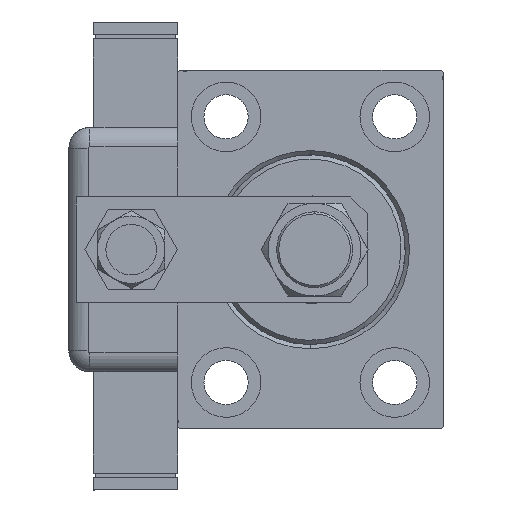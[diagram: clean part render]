
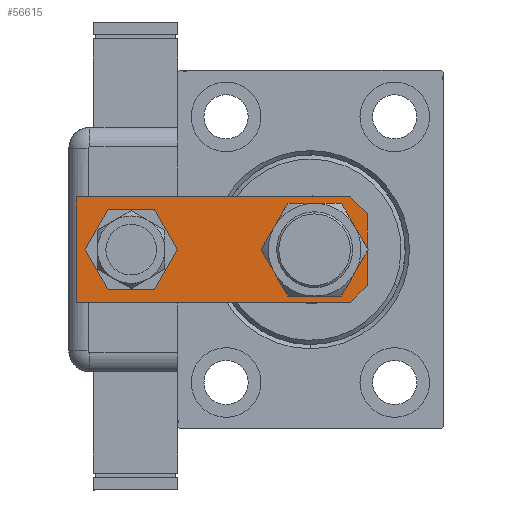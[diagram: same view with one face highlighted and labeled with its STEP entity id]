
A CAD part, left-side view. The second image highlights one B-rep face of the part: STEP entity #56615.
In plain terms, the highlighted face is planar.
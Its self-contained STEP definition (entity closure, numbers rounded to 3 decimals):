
#510 = ORIENTED_EDGE ( 'NONE', *, *, #49542, .T. ) ;
#2499 = LINE ( 'NONE', #10368, #58889 ) ;
#3557 = LINE ( 'NONE', #21885, #55669 ) ;
#5412 = CARTESIAN_POINT ( 'NONE',  ( 12.5, 69., 0. ) ) ;
#5516 = DIRECTION ( 'NONE',  ( 1., 0., 0. ) ) ;
#6171 = PLANE ( 'NONE',  #26675 ) ;
#6804 = AXIS2_PLACEMENT_3D ( 'NONE', #29676, #48940, #35896 ) ;
#7099 = FACE_OUTER_BOUND ( 'NONE', #21136, .T. ) ;
#7432 = VERTEX_POINT ( 'NONE', #8136 ) ;
#7665 = LINE ( 'NONE', #34993, #38288 ) ;
#8136 = CARTESIAN_POINT ( 'NONE',  ( 7., 12.5, 0. ) ) ;
#8277 = CARTESIAN_POINT ( 'NONE',  ( -7., 12.5, 0. ) ) ;
#9389 = VECTOR ( 'NONE', #56713, 1000. ) ;
#10368 = CARTESIAN_POINT ( 'NONE',  ( -8.5, 0., 0. ) ) ;
#10638 = EDGE_CURVE ( 'NONE', #25152, #36664, #2499, .T. ) ;
#12066 = FACE_BOUND ( 'NONE', #48432, .T. ) ;
#12798 = EDGE_CURVE ( 'NONE', #21236, #18857, #34585, .T. ) ;
#15312 = VECTOR ( 'NONE', #15341, 1000. ) ;
#15341 = DIRECTION ( 'NONE',  ( 0., 1., 0. ) ) ;
#16003 = EDGE_CURVE ( 'NONE', #44569, #59851, #21670, .T. ) ;
#16453 = CARTESIAN_POINT ( 'NONE',  ( -12.5, 4., 0. ) ) ;
#18857 = VERTEX_POINT ( 'NONE', #59926 ) ;
#20473 = CARTESIAN_POINT ( 'NONE',  ( 8.5, 0., 0. ) ) ;
#20569 = ORIENTED_EDGE ( 'NONE', *, *, #26544, .F. ) ;
#21063 = FACE_BOUND ( 'NONE', #50723, .T. ) ;
#21136 = EDGE_LOOP ( 'NONE', ( #39458, #28597, #20569, #26043, #33335, #510 ) ) ;
#21236 = VERTEX_POINT ( 'NONE', #43610 ) ;
#21670 = CIRCLE ( 'NONE', #59387, 7. ) ;
#21885 = CARTESIAN_POINT ( 'NONE',  ( -12.5, 69., 0. ) ) ;
#22112 = DIRECTION ( 'NONE',  ( 0., 0., 1. ) ) ;
#22545 = DIRECTION ( 'NONE',  ( -0.707, -0.707, 0. ) ) ;
#25152 = VERTEX_POINT ( 'NONE', #40356 ) ;
#25635 = CIRCLE ( 'NONE', #6804, 7. ) ;
#26014 = AXIS2_PLACEMENT_3D ( 'NONE', #29423, #55676, #5516 ) ;
#26043 = ORIENTED_EDGE ( 'NONE', *, *, #35314, .F. ) ;
#26047 = CARTESIAN_POINT ( 'NONE',  ( 0., 0., 0. ) ) ;
#26351 = CARTESIAN_POINT ( 'NONE',  ( -7., 56., 0. ) ) ;
#26544 = EDGE_CURVE ( 'NONE', #31565, #36664, #3557, .T. ) ;
#26609 = LINE ( 'NONE', #45551, #32352 ) ;
#26675 = AXIS2_PLACEMENT_3D ( 'NONE', #26047, #34424, #35048 ) ;
#27982 = CARTESIAN_POINT ( 'NONE',  ( -12.5, 69., 0. ) ) ;
#28597 = ORIENTED_EDGE ( 'NONE', *, *, #10638, .T. ) ;
#29328 = ORIENTED_EDGE ( 'NONE', *, *, #29910, .T. ) ;
#29423 = CARTESIAN_POINT ( 'NONE',  ( 0., 12.5, 0. ) ) ;
#29676 = CARTESIAN_POINT ( 'NONE',  ( 0., 56., 0. ) ) ;
#29910 = EDGE_CURVE ( 'NONE', #7432, #41574, #41884, .T. ) ;
#31565 = VERTEX_POINT ( 'NONE', #27982 ) ;
#32352 = VECTOR ( 'NONE', #22545, 1000. ) ;
#33050 = DIRECTION ( 'NONE',  ( 0., 0., 1. ) ) ;
#33335 = ORIENTED_EDGE ( 'NONE', *, *, #12798, .F. ) ;
#34424 = DIRECTION ( 'NONE',  ( 0., 0., 1. ) ) ;
#34585 = LINE ( 'NONE', #53560, #15312 ) ;
#34993 = CARTESIAN_POINT ( 'NONE',  ( -12.5, 0., 0. ) ) ;
#35048 = DIRECTION ( 'NONE',  ( 1., 0., 0. ) ) ;
#35091 = AXIS2_PLACEMENT_3D ( 'NONE', #40438, #22112, #40750 ) ;
#35228 = CIRCLE ( 'NONE', #35091, 7. ) ;
#35314 = EDGE_CURVE ( 'NONE', #18857, #31565, #61365, .T. ) ;
#35896 = DIRECTION ( 'NONE',  ( 1., 0., 0. ) ) ;
#36468 = EDGE_CURVE ( 'NONE', #41574, #7432, #35228, .T. ) ;
#36664 = VERTEX_POINT ( 'NONE', #16453 ) ;
#38288 = VECTOR ( 'NONE', #54281, 1000. ) ;
#39458 = ORIENTED_EDGE ( 'NONE', *, *, #49509, .F. ) ;
#40356 = CARTESIAN_POINT ( 'NONE',  ( -8.5, 0., 0. ) ) ;
#40438 = CARTESIAN_POINT ( 'NONE',  ( 0., 12.5, 0. ) ) ;
#40750 = DIRECTION ( 'NONE',  ( 1., 0., 0. ) ) ;
#41574 = VERTEX_POINT ( 'NONE', #8277 ) ;
#41884 = CIRCLE ( 'NONE', #26014, 7. ) ;
#43610 = CARTESIAN_POINT ( 'NONE',  ( 12.5, 4., 0. ) ) ;
#44569 = VERTEX_POINT ( 'NONE', #52255 ) ;
#45551 = CARTESIAN_POINT ( 'NONE',  ( 12.5, 4., 0. ) ) ;
#46123 = DIRECTION ( 'NONE',  ( 0., -1., 0. ) ) ;
#48432 = EDGE_LOOP ( 'NONE', ( #54338, #54133 ) ) ;
#48940 = DIRECTION ( 'NONE',  ( 0., 0., 1. ) ) ;
#49025 = VERTEX_POINT ( 'NONE', #20473 ) ;
#49509 = EDGE_CURVE ( 'NONE', #25152, #49025, #7665, .T. ) ;
#49542 = EDGE_CURVE ( 'NONE', #21236, #49025, #26609, .T. ) ;
#50037 = DIRECTION ( 'NONE',  ( -0.707, 0.707, 0. ) ) ;
#50723 = EDGE_LOOP ( 'NONE', ( #58967, #29328 ) ) ;
#51696 = DIRECTION ( 'NONE',  ( 1., 0., 0. ) ) ;
#52255 = CARTESIAN_POINT ( 'NONE',  ( 7., 56., 0. ) ) ;
#52609 = CARTESIAN_POINT ( 'NONE',  ( 0., 56., 0. ) ) ;
#53560 = CARTESIAN_POINT ( 'NONE',  ( 12.5, 0., 0. ) ) ;
#54133 = ORIENTED_EDGE ( 'NONE', *, *, #16003, .T. ) ;
#54281 = DIRECTION ( 'NONE',  ( 1., 0., 0. ) ) ;
#54338 = ORIENTED_EDGE ( 'NONE', *, *, #54694, .T. ) ;
#54694 = EDGE_CURVE ( 'NONE', #59851, #44569, #25635, .T. ) ;
#55669 = VECTOR ( 'NONE', #46123, 1000. ) ;
#55676 = DIRECTION ( 'NONE',  ( 0., 0., 1. ) ) ;
#56615 = ADVANCED_FACE ( 'NONE', ( #7099, #12066, #21063 ), #6171, .F. ) ;
#56713 = DIRECTION ( 'NONE',  ( -1., 0., 0. ) ) ;
#58889 = VECTOR ( 'NONE', #50037, 1000. ) ;
#58967 = ORIENTED_EDGE ( 'NONE', *, *, #36468, .T. ) ;
#59387 = AXIS2_PLACEMENT_3D ( 'NONE', #52609, #33050, #51696 ) ;
#59851 = VERTEX_POINT ( 'NONE', #26351 ) ;
#59926 = CARTESIAN_POINT ( 'NONE',  ( 12.5, 69., 0. ) ) ;
#61365 = LINE ( 'NONE', #5412, #9389 ) ;
